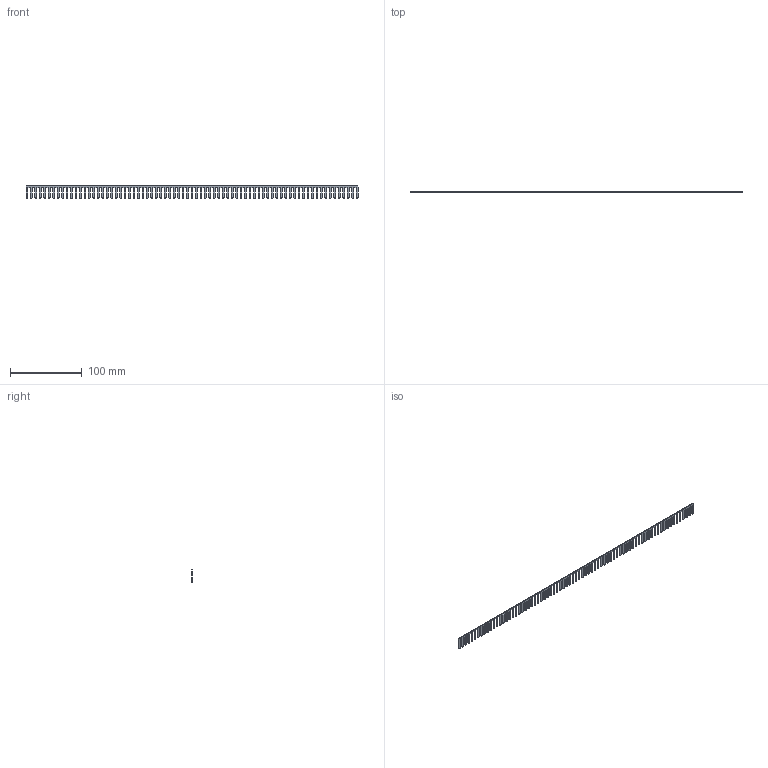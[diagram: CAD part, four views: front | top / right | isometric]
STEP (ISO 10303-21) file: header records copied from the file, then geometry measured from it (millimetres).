
FILE_DESCRIPTION(('CATIA V5R24 STEP','CAx-IF Rec.Pracs.--- Model Styling and Organization---1.2---2011-12-15'),'2;1');
FILE_NAME ('D1446019_1_0535200000_0535200000.stp','2016-06-21T07:57:09+00:00',('none'),('Weidmueller'),'CATIA Version 5-6 Release 2014 SP4','CATIA V5 STEP AP214','none');
FILE_SCHEMA(('AUTOMOTIVE_DESIGN { 1 0 10303 214 1 1 1 1 }'));
Length unit declared in the file: millimetre
Products named in the file (1): v5-standard_part
Bounding box: 461.3 x 0.8 x 17.5 mm (x, y, z)
Volume: 3129.3 mm3; surface area: 10347.3 mm2
Topology: 1 solids, 1 shells, 829 faces, 2181 edges, 1354 vertices
Faces by surface type: plane 679, cylinder 150
Entity records: 22059 total; most frequent: ORIENTED_EDGE 4362, CARTESIAN_POINT 3849, DIRECTION 2807, EDGE_CURVE 2181, VECTOR 1881, LINE 1881, VERTEX_POINT 1354, ADVANCED_FACE 829
